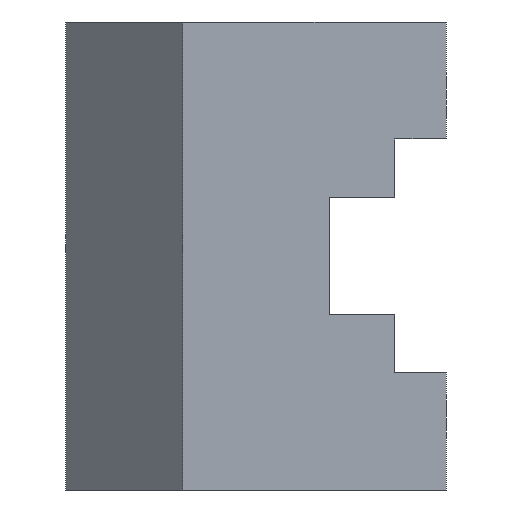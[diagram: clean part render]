
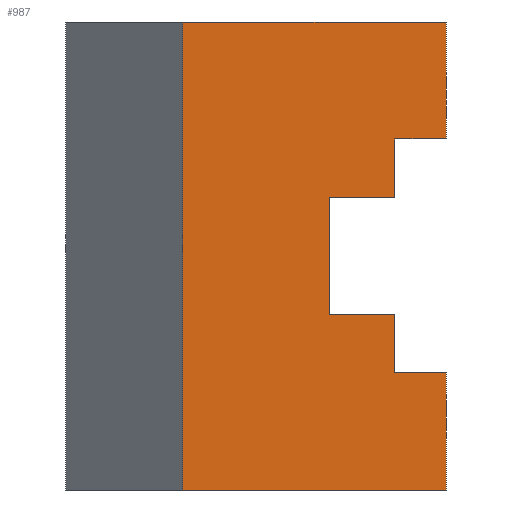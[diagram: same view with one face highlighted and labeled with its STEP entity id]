
A CAD part, left-side view. The second image highlights one B-rep face of the part: STEP entity #987.
In plain terms, the highlighted planar face has unit normal (-1, 0, 0).
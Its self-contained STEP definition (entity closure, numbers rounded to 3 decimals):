
#3 = AXIS2_PLACEMENT_3D ( 'NONE', #303, #716, #206 ) ;
#6 = VECTOR ( 'NONE', #594, 1000. ) ;
#7 = CARTESIAN_POINT ( 'NONE',  ( 0., 16., -8. ) ) ;
#14 = LINE ( 'NONE', #1065, #363 ) ;
#20 = DIRECTION ( 'NONE',  ( 0., 0., 1. ) ) ;
#22 = VERTEX_POINT ( 'NONE', #558 ) ;
#27 = EDGE_CURVE ( 'NONE', #445, #1214, #14, .T. ) ;
#36 = EDGE_CURVE ( 'NONE', #516, #1321, #140, .T. ) ;
#57 = VECTOR ( 'NONE', #160, 1000. ) ;
#71 = EDGE_CURVE ( 'NONE', #445, #990, #543, .T. ) ;
#82 = CARTESIAN_POINT ( 'NONE',  ( 0., 7., 8. ) ) ;
#96 = LINE ( 'NONE', #1110, #6 ) ;
#100 = ORIENTED_EDGE ( 'NONE', *, *, #763, .T. ) ;
#104 = CARTESIAN_POINT ( 'NONE',  ( 0., 0., 32. ) ) ;
#111 = DIRECTION ( 'NONE',  ( 0., -1., 0. ) ) ;
#125 = CARTESIAN_POINT ( 'NONE',  ( 0., 36., 32. ) ) ;
#140 = LINE ( 'NONE', #327, #1248 ) ;
#142 = VECTOR ( 'NONE', #404, 1000. ) ;
#152 = EDGE_CURVE ( 'NONE', #877, #516, #158, .T. ) ;
#158 = LINE ( 'NONE', #757, #783 ) ;
#160 = DIRECTION ( 'NONE',  ( 0., 0., -1. ) ) ;
#180 = VECTOR ( 'NONE', #1011, 1000. ) ;
#206 = DIRECTION ( 'NONE',  ( 0., 1., 0. ) ) ;
#233 = EDGE_CURVE ( 'NONE', #813, #438, #1210, .T. ) ;
#257 = VECTOR ( 'NONE', #111, 1000. ) ;
#290 = CARTESIAN_POINT ( 'NONE',  ( 0., 0., 16. ) ) ;
#292 = VECTOR ( 'NONE', #838, 1000. ) ;
#303 = CARTESIAN_POINT ( 'NONE',  ( 0., 36., 32. ) ) ;
#304 = VECTOR ( 'NONE', #381, 1000. ) ;
#311 = EDGE_CURVE ( 'NONE', #323, #877, #1224, .T. ) ;
#323 = VERTEX_POINT ( 'NONE', #1112 ) ;
#327 = CARTESIAN_POINT ( 'NONE',  ( 0., 16., -8. ) ) ;
#341 = CARTESIAN_POINT ( 'NONE',  ( 0., 0., 16. ) ) ;
#343 = CARTESIAN_POINT ( 'NONE',  ( 0., 7., 8. ) ) ;
#363 = VECTOR ( 'NONE', #1150, 1000. ) ;
#370 = ORIENTED_EDGE ( 'NONE', *, *, #629, .T. ) ;
#371 = CARTESIAN_POINT ( 'NONE',  ( 0., 36., -32. ) ) ;
#381 = DIRECTION ( 'NONE',  ( 0., 0., 1. ) ) ;
#388 = EDGE_CURVE ( 'NONE', #1321, #22, #525, .T. ) ;
#404 = DIRECTION ( 'NONE',  ( 0., -1., 0. ) ) ;
#407 = EDGE_CURVE ( 'NONE', #323, #529, #932, .T. ) ;
#424 = ORIENTED_EDGE ( 'NONE', *, *, #71, .F. ) ;
#438 = VERTEX_POINT ( 'NONE', #738 ) ;
#441 = CARTESIAN_POINT ( 'NONE',  ( 0., 16., 8. ) ) ;
#445 = VERTEX_POINT ( 'NONE', #125 ) ;
#447 = DIRECTION ( 'NONE',  ( 0., -1., 0. ) ) ;
#449 = VECTOR ( 'NONE', #447, 1000. ) ;
#451 = ORIENTED_EDGE ( 'NONE', *, *, #311, .T. ) ;
#454 = CARTESIAN_POINT ( 'NONE',  ( 0., 0., 32. ) ) ;
#466 = ORIENTED_EDGE ( 'NONE', *, *, #27, .T. ) ;
#477 = LINE ( 'NONE', #343, #449 ) ;
#503 = ORIENTED_EDGE ( 'NONE', *, *, #36, .T. ) ;
#512 = LINE ( 'NONE', #290, #142 ) ;
#516 = VERTEX_POINT ( 'NONE', #1072 ) ;
#523 = ORIENTED_EDGE ( 'NONE', *, *, #407, .F. ) ;
#525 = LINE ( 'NONE', #441, #876 ) ;
#529 = VERTEX_POINT ( 'NONE', #1281 ) ;
#543 = LINE ( 'NONE', #1036, #257 ) ;
#558 = CARTESIAN_POINT ( 'NONE',  ( 0., 16., 8. ) ) ;
#594 = DIRECTION ( 'NONE',  ( 0., -1., 0. ) ) ;
#622 = ORIENTED_EDGE ( 'NONE', *, *, #233, .T. ) ;
#629 = EDGE_CURVE ( 'NONE', #22, #813, #477, .T. ) ;
#691 = CARTESIAN_POINT ( 'NONE',  ( 0., 7., -16. ) ) ;
#716 = DIRECTION ( 'NONE',  ( 1., 0., 0. ) ) ;
#738 = CARTESIAN_POINT ( 'NONE',  ( 0., 7., 16. ) ) ;
#747 = LINE ( 'NONE', #454, #57 ) ;
#757 = CARTESIAN_POINT ( 'NONE',  ( 0., 7., -8. ) ) ;
#763 = EDGE_CURVE ( 'NONE', #1214, #529, #96, .T. ) ;
#783 = VECTOR ( 'NONE', #1171, 1000. ) ;
#813 = VERTEX_POINT ( 'NONE', #82 ) ;
#819 = CARTESIAN_POINT ( 'NONE',  ( 0., 0., 32. ) ) ;
#836 = EDGE_CURVE ( 'NONE', #438, #1128, #512, .T. ) ;
#838 = DIRECTION ( 'NONE',  ( 0., 0., -1. ) ) ;
#839 = DIRECTION ( 'NONE',  ( 0., 1., 0. ) ) ;
#876 = VECTOR ( 'NONE', #20, 1000. ) ;
#877 = VERTEX_POINT ( 'NONE', #691 ) ;
#932 = LINE ( 'NONE', #104, #292 ) ;
#987 = ADVANCED_FACE ( 'NONE', ( #1135 ), #1228, .F. ) ;
#990 = VERTEX_POINT ( 'NONE', #819 ) ;
#1001 = CARTESIAN_POINT ( 'NONE',  ( 0., 7., -16. ) ) ;
#1011 = DIRECTION ( 'NONE',  ( 0., 1., 0. ) ) ;
#1036 = CARTESIAN_POINT ( 'NONE',  ( 0., 36., 32. ) ) ;
#1043 = EDGE_LOOP ( 'NONE', ( #622, #1339, #1333, #424, #466, #100, #523, #451, #1332, #503, #1310, #370 ) ) ;
#1047 = EDGE_CURVE ( 'NONE', #990, #1128, #747, .T. ) ;
#1065 = CARTESIAN_POINT ( 'NONE',  ( 0., 36., 32. ) ) ;
#1072 = CARTESIAN_POINT ( 'NONE',  ( 0., 7., -8. ) ) ;
#1110 = CARTESIAN_POINT ( 'NONE',  ( 0., 36., -32. ) ) ;
#1112 = CARTESIAN_POINT ( 'NONE',  ( 0., 0., -16. ) ) ;
#1128 = VERTEX_POINT ( 'NONE', #341 ) ;
#1135 = FACE_OUTER_BOUND ( 'NONE', #1043, .T. ) ;
#1150 = DIRECTION ( 'NONE',  ( 0., 0., -1. ) ) ;
#1171 = DIRECTION ( 'NONE',  ( 0., 0., 1. ) ) ;
#1210 = LINE ( 'NONE', #1309, #304 ) ;
#1214 = VERTEX_POINT ( 'NONE', #371 ) ;
#1224 = LINE ( 'NONE', #1001, #180 ) ;
#1228 = PLANE ( 'NONE',  #3 ) ;
#1248 = VECTOR ( 'NONE', #839, 1000. ) ;
#1281 = CARTESIAN_POINT ( 'NONE',  ( 0., 0., -32. ) ) ;
#1309 = CARTESIAN_POINT ( 'NONE',  ( 0., 7., 16. ) ) ;
#1310 = ORIENTED_EDGE ( 'NONE', *, *, #388, .T. ) ;
#1321 = VERTEX_POINT ( 'NONE', #7 ) ;
#1332 = ORIENTED_EDGE ( 'NONE', *, *, #152, .T. ) ;
#1333 = ORIENTED_EDGE ( 'NONE', *, *, #1047, .F. ) ;
#1339 = ORIENTED_EDGE ( 'NONE', *, *, #836, .T. ) ;
